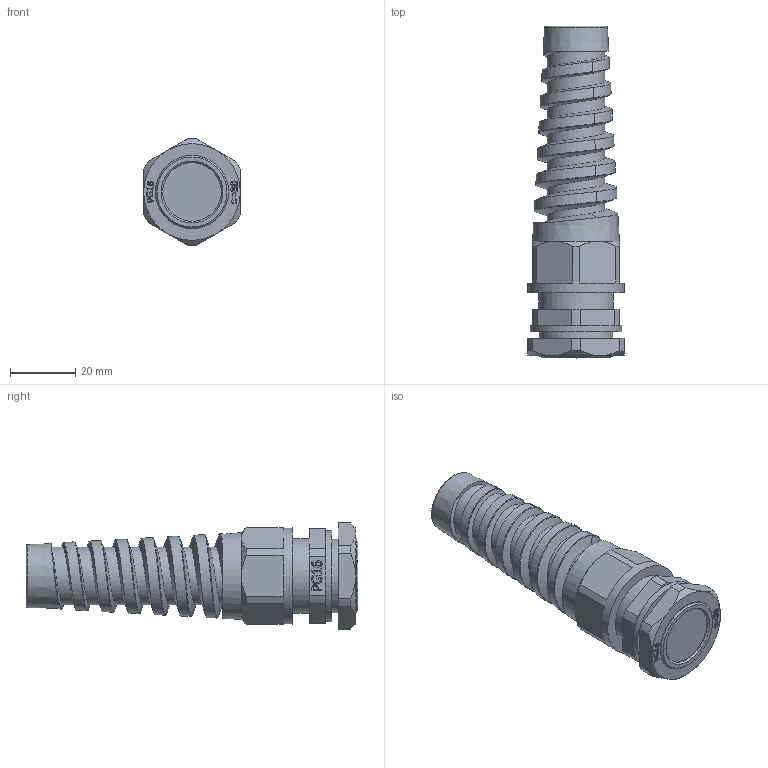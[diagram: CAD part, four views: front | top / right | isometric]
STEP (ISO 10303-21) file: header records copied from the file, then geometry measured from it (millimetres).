
FILE_DESCRIPTION(/* description */ (''),/* implementation_level */ '2;1');
FILE_NAME(/* name */ '',/* time_stamp */ '2025-06-16T11:24:48+07:00',/* author */ ('zeta-86'),/* organization */ (''),/* preprocessor_version */ 'ST-DEVELOPER v19.2',/* originating_system */ 'Autodesk Inventor 2024',/* authorisation */ '');
FILE_SCHEMA (('AUTOMOTIVE_DESIGN { 1 0 10303 214 3 1 1 }'));
Length unit declared in the file: millimetre
Products named in the file (1): ГОФРОМАТИК ВКС-
ПР-PG16-14-L10
Bounding box: 29.7 x 102 x 32.79 mm (x, y, z)
Volume: 44424.9 mm3; surface area: 11559.6 mm2
Topology: 1 solids, 1 shells, 308 faces, 820 edges, 538 vertices
Faces by surface type: plane 132, bspline 122, cylinder 31, cone 21, torus 2
Full cylindrical faces by diameter (mm): 17.779 x6, 18 x1, 22.5 x2, 23 x1, 28 x1, 29.7 x1
Entity records: 18801 total; most frequent: CARTESIAN_POINT 11663, ORIENTED_EDGE 1640, DIRECTION 994, EDGE_CURVE 820, VERTEX_POINT 538, LINE 420, VECTOR 420, EDGE_LOOP 332
